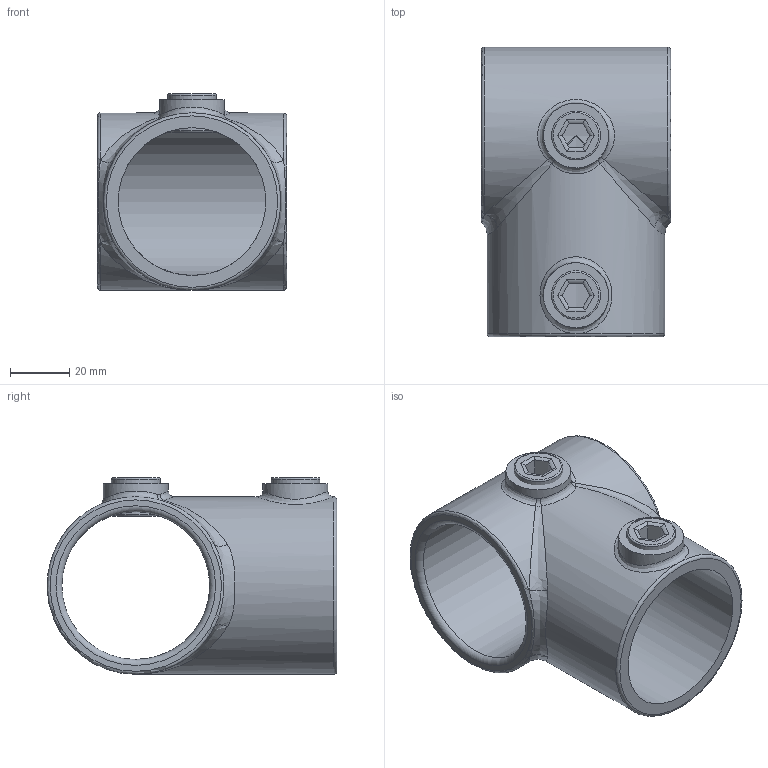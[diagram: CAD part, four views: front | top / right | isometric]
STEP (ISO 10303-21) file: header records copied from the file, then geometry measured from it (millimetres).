
FILE_DESCRIPTION (( 'STEP AP203' ), '1' );
FILE_NAME ('101-D48.step', '2021-11-24T09:53:27', ( '' ), ( '' ), 'SwSTEP 2.0', 'SolidWorks 2018', '' );
FILE_SCHEMA (( 'CONFIG_CONTROL_DESIGN' ));
Length unit declared in the file: millimetre
Products named in the file (6): 101-D48 Teil1; 101-D48; 101-D48 Teil2
Assembly tree (3 placements, depth 2):
  101-D48
    101-D48 Teil1
    101-D48 Teil2  x2
  101-D48 Teil2
  101-D48 Teil1
  101-D48 Teil2
Bounding box: 64 x 97.98 x 66.5 mm (x, y, z)
Volume: 87829.7 mm3; surface area: 38791.8 mm2
Topology: 3 solids, 3 shells, 81 faces, 184 edges, 103 vertices
Faces by surface type: cylinder 34, plane 21, bspline 15, torus 9, sphere 2
Full cylindrical faces by diameter (mm): 15.25 x2, 16.5 x2, 22 x2, 50 x2, 60 x1
Entity records: 4059 total; most frequent: CARTESIAN_POINT 2469, ORIENTED_EDGE 212, DIRECTION 196, EDGE_CURVE 106, EDGE_LOOP 83, AXIS2_PLACEMENT_3D 83, FACE_OUTER_BOUND 74, VERTEX_POINT 67
